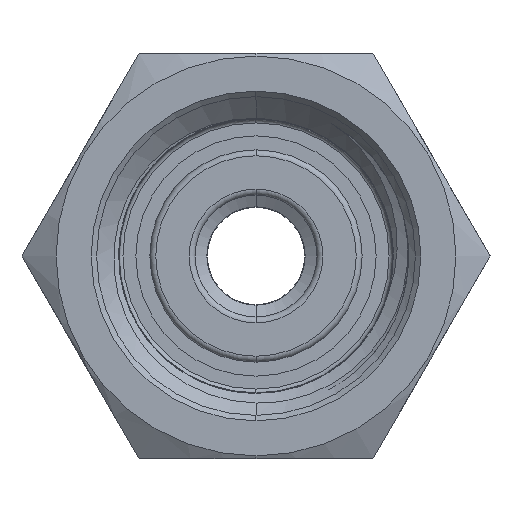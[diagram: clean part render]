
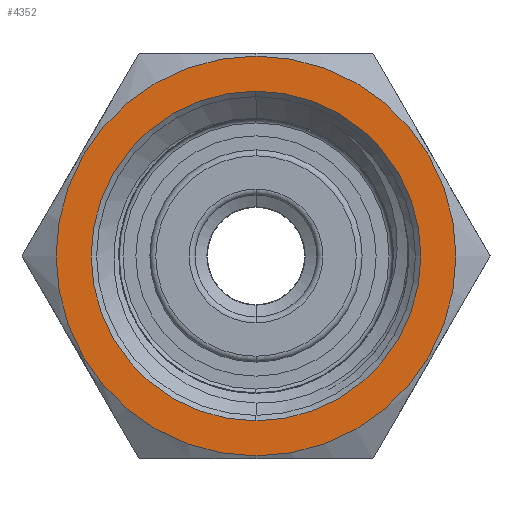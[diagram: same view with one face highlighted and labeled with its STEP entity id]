
A CAD part, left-side view. The second image highlights one B-rep face of the part: STEP entity #4352.
In plain terms, the highlighted face is planar.
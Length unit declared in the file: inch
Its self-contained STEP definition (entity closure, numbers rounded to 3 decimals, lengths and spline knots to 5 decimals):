
#127 = CIRCLE ( 'NONE', #2255, 0.37 ) ;
#133 = CIRCLE ( 'NONE', #5337, 0.37 ) ;
#213 = FACE_BOUND ( 'NONE', #2264, .T. ) ;
#397 = AXIS2_PLACEMENT_3D ( 'NONE', #4505, #2516, #1613 ) ;
#496 = CARTESIAN_POINT ( 'NONE',  ( 0., 0.305, 0. ) ) ;
#510 = DIRECTION ( 'NONE',  ( 0., 1., 0. ) ) ;
#736 = FACE_OUTER_BOUND ( 'NONE', #2941, .T. ) ;
#1126 = VERTEX_POINT ( 'NONE', #496 ) ;
#1273 = DIRECTION ( 'NONE',  ( 1., 0., 0. ) ) ;
#1342 = CARTESIAN_POINT ( 'NONE',  ( 0., 0., 0. ) ) ;
#1419 = CIRCLE ( 'NONE', #1886, 0.305 ) ;
#1510 = EDGE_CURVE ( 'NONE', #3965, #1126, #1419, .T. ) ;
#1520 = EDGE_CURVE ( 'NONE', #1126, #3965, #2387, .T. ) ;
#1613 = DIRECTION ( 'NONE',  ( 0., 1., 0. ) ) ;
#1769 = CARTESIAN_POINT ( 'NONE',  ( 0., 0.37, 0. ) ) ;
#1886 = AXIS2_PLACEMENT_3D ( 'NONE', #2010, #4548, #5439 ) ;
#1901 = CARTESIAN_POINT ( 'NONE',  ( 0., -0.305, 0. ) ) ;
#2010 = CARTESIAN_POINT ( 'NONE',  ( 0., 0., 0. ) ) ;
#2255 = AXIS2_PLACEMENT_3D ( 'NONE', #2427, #4871, #510 ) ;
#2264 = EDGE_LOOP ( 'NONE', ( #4626, #4374 ) ) ;
#2387 = CIRCLE ( 'NONE', #397, 0.305 ) ;
#2427 = CARTESIAN_POINT ( 'NONE',  ( 0., 0., 0. ) ) ;
#2516 = DIRECTION ( 'NONE',  ( 1., 0., 0. ) ) ;
#2746 = DIRECTION ( 'NONE',  ( 0., 1., 0. ) ) ;
#2941 = EDGE_LOOP ( 'NONE', ( #5897, #4767 ) ) ;
#3007 = CARTESIAN_POINT ( 'NONE',  ( 0., -0.37, 0. ) ) ;
#3273 = DIRECTION ( 'NONE',  ( 0., 1., 0. ) ) ;
#3744 = PLANE ( 'NONE',  #5259 ) ;
#3965 = VERTEX_POINT ( 'NONE', #1901 ) ;
#4352 = ADVANCED_FACE ( 'NONE', ( #736, #213 ), #3744, .T. ) ;
#4374 = ORIENTED_EDGE ( 'NONE', *, *, #1510, .F. ) ;
#4505 = CARTESIAN_POINT ( 'NONE',  ( 0., 0., 0. ) ) ;
#4548 = DIRECTION ( 'NONE',  ( 1., 0., 0. ) ) ;
#4626 = ORIENTED_EDGE ( 'NONE', *, *, #1520, .F. ) ;
#4767 = ORIENTED_EDGE ( 'NONE', *, *, #5422, .T. ) ;
#4812 = DIRECTION ( 'NONE',  ( 1., 0., 0. ) ) ;
#4825 = VERTEX_POINT ( 'NONE', #3007 ) ;
#4871 = DIRECTION ( 'NONE',  ( 1., 0., 0. ) ) ;
#5020 = VERTEX_POINT ( 'NONE', #1769 ) ;
#5259 = AXIS2_PLACEMENT_3D ( 'NONE', #5605, #1273, #2746 ) ;
#5337 = AXIS2_PLACEMENT_3D ( 'NONE', #1342, #4812, #3273 ) ;
#5422 = EDGE_CURVE ( 'NONE', #5020, #4825, #133, .T. ) ;
#5439 = DIRECTION ( 'NONE',  ( 0., 1., 0. ) ) ;
#5581 = EDGE_CURVE ( 'NONE', #4825, #5020, #127, .T. ) ;
#5605 = CARTESIAN_POINT ( 'NONE',  ( 0., 0.37, 0. ) ) ;
#5897 = ORIENTED_EDGE ( 'NONE', *, *, #5581, .T. ) ;
